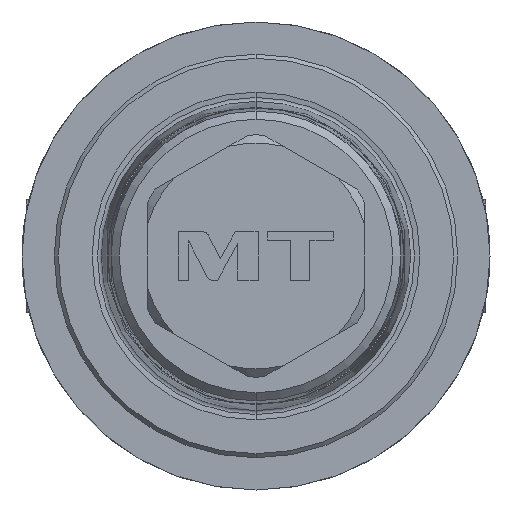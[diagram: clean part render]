
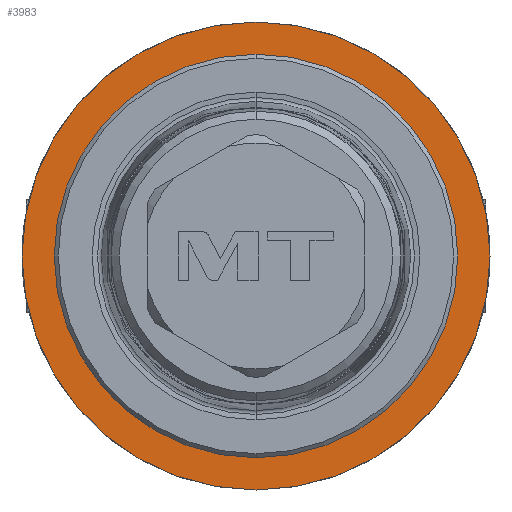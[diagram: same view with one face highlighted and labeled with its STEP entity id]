
A CAD part, front view. The second image highlights one B-rep face of the part: STEP entity #3983.
In plain terms, the highlighted planar face has unit normal (0, -1, 0).
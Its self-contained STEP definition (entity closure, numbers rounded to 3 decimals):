
#484=CARTESIAN_POINT('',(0.,8.5,0.));
#485=DIRECTION('',(0.,-1.,0.));
#486=DIRECTION('',(0.,0.,1.));
#487=AXIS2_PLACEMENT_3D('',#484,#485,#486);
#560=CARTESIAN_POINT('',(0.,8.5,0.));
#561=DIRECTION('',(0.,-1.,0.));
#562=DIRECTION('',(0.,0.,-1.));
#563=AXIS2_PLACEMENT_3D('',#560,#561,#562);
#627=CARTESIAN_POINT('',(0.,8.5,0.));
#628=DIRECTION('',(0.,-1.,0.));
#629=DIRECTION('',(0.,0.,-1.));
#630=AXIS2_PLACEMENT_3D('',#627,#628,#629);
#636=CARTESIAN_POINT('',(0.,8.5,0.));
#637=DIRECTION('',(0.,1.,0.));
#638=DIRECTION('',(0.,0.,-1.));
#639=AXIS2_PLACEMENT_3D('',#636,#637,#638);
#3119=CARTESIAN_POINT('',(0.,8.5,-23.75));
#3121=VERTEX_POINT('',#3119);
#3123=CARTESIAN_POINT('',(0.,8.5,23.75));
#3125=VERTEX_POINT('',#3123);
#3127=CARTESIAN_POINT('',(0.,8.5,29.));
#3128=CARTESIAN_POINT('',(0.,8.5,-29.));
#3129=VERTEX_POINT('',#3127);
#3130=VERTEX_POINT('',#3128);
#3968=CARTESIAN_POINT('',(0.,8.5,0.));
#3969=DIRECTION('',(0.,-1.,0.));
#3970=DIRECTION('',(0.,0.,1.));
#3971=AXIS2_PLACEMENT_3D('',#3968,#3969,#3970);
#3972=PLANE('',#3971);
#3973=ORIENTED_EDGE('',*,*,#3931,.F.);
#3974=ORIENTED_EDGE('',*,*,#3954,.F.);
#3975=EDGE_LOOP('',(#3973,#3974));
#3976=FACE_OUTER_BOUND('',#3975,.F.);
#3978=ORIENTED_EDGE('',*,*,#3977,.T.);
#3980=ORIENTED_EDGE('',*,*,#3979,.F.);
#3981=EDGE_LOOP('',(#3978,#3980));
#3982=FACE_BOUND('',#3981,.F.);
#3983=ADVANCED_FACE('',(#3976,#3982),#3972,.T.);
#488=CIRCLE('',#487,29.);
#564=CIRCLE('',#563,29.);
#631=CIRCLE('',#630,23.75);
#640=CIRCLE('',#639,23.75);
#3931=EDGE_CURVE('',#3129,#3130,#488,.T.);
#3954=EDGE_CURVE('',#3130,#3129,#564,.T.);
#3977=EDGE_CURVE('',#3121,#3125,#631,.T.);
#3979=EDGE_CURVE('',#3121,#3125,#640,.T.);
